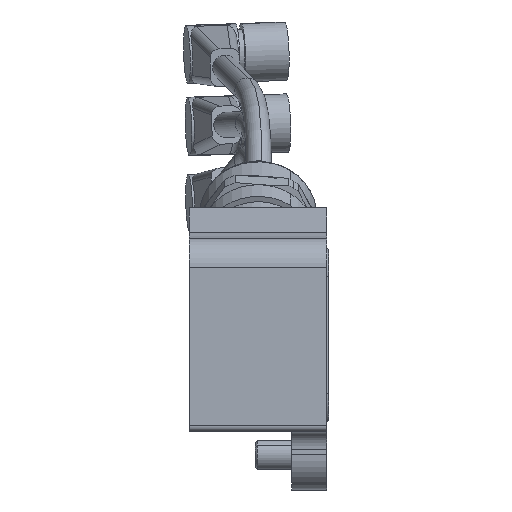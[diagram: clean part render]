
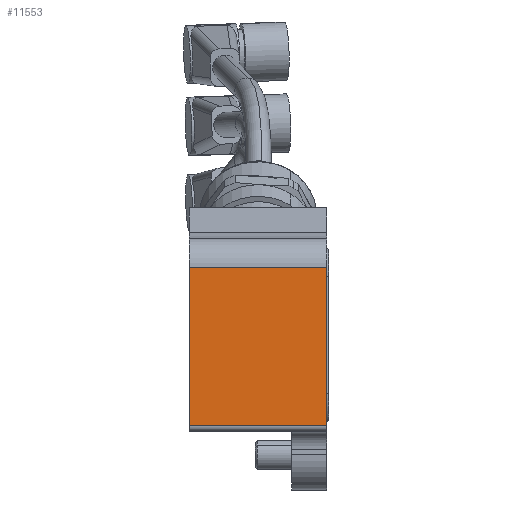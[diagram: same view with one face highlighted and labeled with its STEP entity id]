
A CAD part, left-side view. The second image highlights one B-rep face of the part: STEP entity #11553.
In plain terms, the highlighted planar face has unit normal (-1, 0, 0).
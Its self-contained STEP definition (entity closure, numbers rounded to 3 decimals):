
#25 = CARTESIAN_POINT ( 'NONE',  ( -29., -12., 28. ) ) ;
#412 = LINE ( 'NONE', #8454, #8056 ) ;
#535 = VECTOR ( 'NONE', #4836, 1000. ) ;
#813 = LINE ( 'NONE', #10565, #11890 ) ;
#1035 = CARTESIAN_POINT ( 'NONE',  ( -29., -12., 45. ) ) ;
#1066 = EDGE_CURVE ( 'NONE', #11703, #5985, #1378, .T. ) ;
#1211 = LINE ( 'NONE', #25, #535 ) ;
#1378 = LINE ( 'NONE', #3605, #9621 ) ;
#2213 = ORIENTED_EDGE ( 'NONE', *, *, #1066, .F. ) ;
#3605 = CARTESIAN_POINT ( 'NONE',  ( -29., -12., 45. ) ) ;
#4588 = PLANE ( 'NONE',  #9833 ) ;
#4695 = DIRECTION ( 'NONE',  ( 0., 0., -1. ) ) ;
#4836 = DIRECTION ( 'NONE',  ( 0., 1., 0. ) ) ;
#5779 = DIRECTION ( 'NONE',  ( 0., 0., -1. ) ) ;
#5985 = VERTEX_POINT ( 'NONE', #12529 ) ;
#6939 = EDGE_LOOP ( 'NONE', ( #12995, #8282, #2213, #9911 ) ) ;
#7003 = DIRECTION ( 'NONE',  ( 1., 0., 0. ) ) ;
#8056 = VECTOR ( 'NONE', #9861, 1000. ) ;
#8282 = ORIENTED_EDGE ( 'NONE', *, *, #9988, .T. ) ;
#8454 = CARTESIAN_POINT ( 'NONE',  ( -29., -12., 1. ) ) ;
#8599 = CARTESIAN_POINT ( 'NONE',  ( -29., 11.5, 1. ) ) ;
#9374 = DIRECTION ( 'NONE',  ( 0., 0., -1. ) ) ;
#9621 = VECTOR ( 'NONE', #4695, 1000. ) ;
#9833 = AXIS2_PLACEMENT_3D ( 'NONE', #1035, #7003, #9374 ) ;
#9861 = DIRECTION ( 'NONE',  ( 0., -1., 0. ) ) ;
#9911 = ORIENTED_EDGE ( 'NONE', *, *, #11394, .T. ) ;
#9961 = VERTEX_POINT ( 'NONE', #13025 ) ;
#9988 = EDGE_CURVE ( 'NONE', #11334, #5985, #412, .T. ) ;
#10565 = CARTESIAN_POINT ( 'NONE',  ( -29., 11.5, 45. ) ) ;
#10932 = CARTESIAN_POINT ( 'NONE',  ( -29., -12., 28. ) ) ;
#11334 = VERTEX_POINT ( 'NONE', #8599 ) ;
#11394 = EDGE_CURVE ( 'NONE', #11703, #9961, #1211, .T. ) ;
#11553 = ADVANCED_FACE ( 'NONE', ( #15385 ), #4588, .F. ) ;
#11703 = VERTEX_POINT ( 'NONE', #10932 ) ;
#11890 = VECTOR ( 'NONE', #5779, 1000. ) ;
#12203 = EDGE_CURVE ( 'NONE', #9961, #11334, #813, .T. ) ;
#12529 = CARTESIAN_POINT ( 'NONE',  ( -29., -12., 1. ) ) ;
#12995 = ORIENTED_EDGE ( 'NONE', *, *, #12203, .T. ) ;
#13025 = CARTESIAN_POINT ( 'NONE',  ( -29., 11.5, 28. ) ) ;
#15385 = FACE_OUTER_BOUND ( 'NONE', #6939, .T. ) ;
